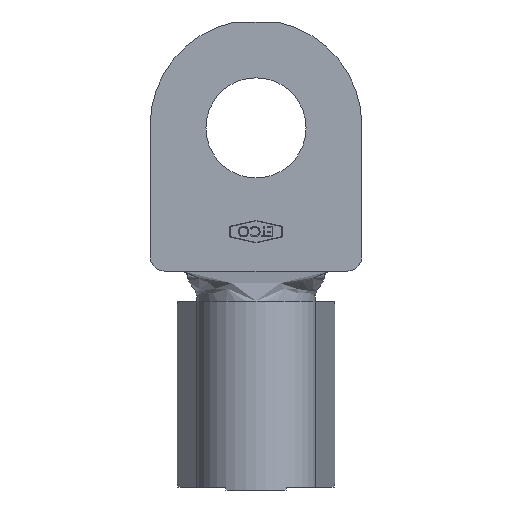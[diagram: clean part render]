
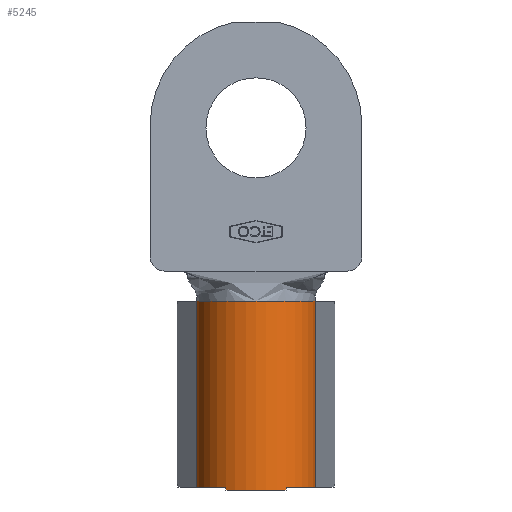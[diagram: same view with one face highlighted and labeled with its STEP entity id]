
A CAD part, front view. The second image highlights one B-rep face of the part: STEP entity #5245.
In plain terms, the highlighted cylindrical face has radius 5.334 mm (diameter 10.668 mm), a partial arc.
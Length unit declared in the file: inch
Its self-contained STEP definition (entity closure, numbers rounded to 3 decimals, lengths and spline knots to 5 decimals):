
#191 = DIRECTION ( 'NONE',  ( 0., 0., 1. ) ) ;
#193 = ORIENTED_EDGE ( 'NONE', *, *, #4895, .T. ) ;
#241 = CARTESIAN_POINT ( 'NONE',  ( 0., 0., 0. ) ) ;
#292 = VECTOR ( 'NONE', #3667, 39.37008 ) ;
#343 = DIRECTION ( 'NONE',  ( 1., 0., 0. ) ) ;
#399 = CARTESIAN_POINT ( 'NONE',  ( -0.20686, -0.03617, 0.65 ) ) ;
#528 = CARTESIAN_POINT ( 'NONE',  ( 0., 0., 0.65 ) ) ;
#564 = AXIS2_PLACEMENT_3D ( 'NONE', #3154, #6810, #3675 ) ;
#599 = EDGE_CURVE ( 'NONE', #3151, #1503, #1339, .T. ) ;
#635 = VECTOR ( 'NONE', #6841, 39.37008 ) ;
#830 = ORIENTED_EDGE ( 'NONE', *, *, #6063, .T. ) ;
#850 = AXIS2_PLACEMENT_3D ( 'NONE', #5232, #1022, #3065 ) ;
#951 = AXIS2_PLACEMENT_3D ( 'NONE', #3378, #191, #3909 ) ;
#978 = CIRCLE ( 'NONE', #564, 0.21 ) ;
#1022 = DIRECTION ( 'NONE',  ( 0., 0., 1. ) ) ;
#1077 = DIRECTION ( 'NONE',  ( -1., 0., 0. ) ) ;
#1194 = CARTESIAN_POINT ( 'NONE',  ( -0.20686, -0.03617, 0.65 ) ) ;
#1339 = CIRCLE ( 'NONE', #850, 0.21 ) ;
#1396 = VERTEX_POINT ( 'NONE', #6637 ) ;
#1503 = VERTEX_POINT ( 'NONE', #2059 ) ;
#1571 = LINE ( 'NONE', #399, #1574 ) ;
#1574 = VECTOR ( 'NONE', #4100, 39.37008 ) ;
#1855 = VERTEX_POINT ( 'NONE', #6655 ) ;
#1984 = EDGE_CURVE ( 'NONE', #1855, #3444, #2441, .T. ) ;
#2036 = CARTESIAN_POINT ( 'NONE',  ( -0.105, -0.18187, 0. ) ) ;
#2059 = CARTESIAN_POINT ( 'NONE',  ( 0.20686, -0.03617, 0.65 ) ) ;
#2401 = VECTOR ( 'NONE', #6627, 39.37008 ) ;
#2441 = LINE ( 'NONE', #5316, #292 ) ;
#2494 = EDGE_CURVE ( 'NONE', #3628, #3444, #2818, .T. ) ;
#2651 = CARTESIAN_POINT ( 'NONE',  ( -0.20686, -0.03617, 0. ) ) ;
#2657 = EDGE_CURVE ( 'NONE', #3151, #3628, #1571, .T. ) ;
#2666 = CARTESIAN_POINT ( 'NONE',  ( 0.20686, -0.03617, 0.65 ) ) ;
#2737 = VERTEX_POINT ( 'NONE', #4680 ) ;
#2818 = CIRCLE ( 'NONE', #951, 0.21 ) ;
#2995 = ORIENTED_EDGE ( 'NONE', *, *, #1984, .F. ) ;
#3065 = DIRECTION ( 'NONE',  ( 1., 0., 0. ) ) ;
#3151 = VERTEX_POINT ( 'NONE', #1194 ) ;
#3154 = CARTESIAN_POINT ( 'NONE',  ( 0., 0., -0.01 ) ) ;
#3179 = ORIENTED_EDGE ( 'NONE', *, *, #3591, .F. ) ;
#3374 = CYLINDRICAL_SURFACE ( 'NONE', #3844, 0.21 ) ;
#3378 = CARTESIAN_POINT ( 'NONE',  ( 0., 0., 0. ) ) ;
#3444 = VERTEX_POINT ( 'NONE', #2036 ) ;
#3591 = EDGE_CURVE ( 'NONE', #1396, #1855, #978, .T. ) ;
#3628 = VERTEX_POINT ( 'NONE', #2651 ) ;
#3667 = DIRECTION ( 'NONE',  ( 0., 0., 1. ) ) ;
#3675 = DIRECTION ( 'NONE',  ( -1., 0., 0. ) ) ;
#3786 = LINE ( 'NONE', #5580, #2401 ) ;
#3844 = AXIS2_PLACEMENT_3D ( 'NONE', #528, #4223, #1077 ) ;
#3909 = DIRECTION ( 'NONE',  ( 1., 0., 0. ) ) ;
#3949 = DIRECTION ( 'NONE',  ( 0., 0., 1. ) ) ;
#4100 = DIRECTION ( 'NONE',  ( 0., 0., -1. ) ) ;
#4163 = ORIENTED_EDGE ( 'NONE', *, *, #2494, .T. ) ;
#4214 = EDGE_LOOP ( 'NONE', ( #4163, #2995, #3179, #193, #830, #6075, #6259, #4874 ) ) ;
#4223 = DIRECTION ( 'NONE',  ( 0., 0., -1. ) ) ;
#4680 = CARTESIAN_POINT ( 'NONE',  ( 0.20686, -0.03617, 0. ) ) ;
#4845 = LINE ( 'NONE', #2666, #635 ) ;
#4874 = ORIENTED_EDGE ( 'NONE', *, *, #2657, .T. ) ;
#4895 = EDGE_CURVE ( 'NONE', #1396, #4933, #3786, .T. ) ;
#4933 = VERTEX_POINT ( 'NONE', #5080 ) ;
#5080 = CARTESIAN_POINT ( 'NONE',  ( 0.105, -0.18187, 0. ) ) ;
#5125 = AXIS2_PLACEMENT_3D ( 'NONE', #241, #3949, #343 ) ;
#5232 = CARTESIAN_POINT ( 'NONE',  ( 0., 0., 0.65 ) ) ;
#5245 = ADVANCED_FACE ( 'NONE', ( #6326 ), #3374, .T. ) ;
#5316 = CARTESIAN_POINT ( 'NONE',  ( -0.105, -0.18187, -0.01 ) ) ;
#5580 = CARTESIAN_POINT ( 'NONE',  ( 0.105, -0.18187, -0.01 ) ) ;
#6063 = EDGE_CURVE ( 'NONE', #4933, #2737, #6565, .T. ) ;
#6075 = ORIENTED_EDGE ( 'NONE', *, *, #6147, .F. ) ;
#6147 = EDGE_CURVE ( 'NONE', #1503, #2737, #4845, .T. ) ;
#6259 = ORIENTED_EDGE ( 'NONE', *, *, #599, .F. ) ;
#6326 = FACE_OUTER_BOUND ( 'NONE', #4214, .T. ) ;
#6565 = CIRCLE ( 'NONE', #5125, 0.21 ) ;
#6627 = DIRECTION ( 'NONE',  ( 0., 0., 1. ) ) ;
#6637 = CARTESIAN_POINT ( 'NONE',  ( 0.105, -0.18187, -0.01 ) ) ;
#6655 = CARTESIAN_POINT ( 'NONE',  ( -0.105, -0.18187, -0.01 ) ) ;
#6810 = DIRECTION ( 'NONE',  ( 0., 0., -1. ) ) ;
#6841 = DIRECTION ( 'NONE',  ( 0., 0., -1. ) ) ;
